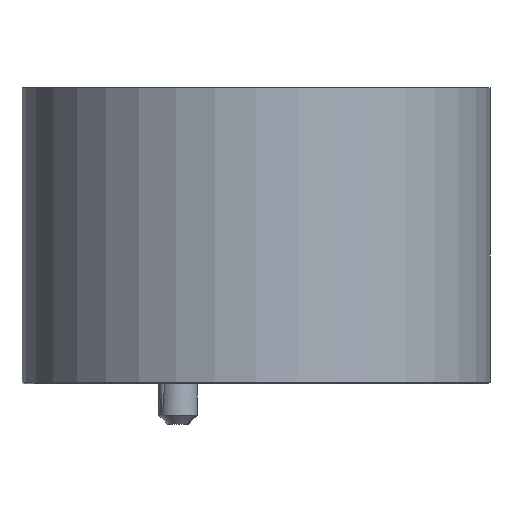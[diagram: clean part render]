
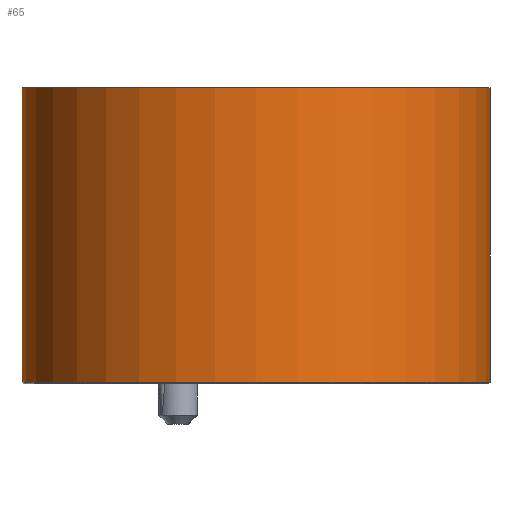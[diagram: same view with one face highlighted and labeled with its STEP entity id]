
A CAD part, front view. The second image highlights one B-rep face of the part: STEP entity #65.
In plain terms, the highlighted cylindrical face has radius 7.5 mm (diameter 15 mm), a full revolution.
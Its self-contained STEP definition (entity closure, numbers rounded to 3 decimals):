
#52=CYLINDRICAL_SURFACE('',#358,7.5);
#65=ADVANCED_FACE('',(#104,#105),#52,.T.);
#104=FACE_BOUND('',#148,.T.);
#105=FACE_BOUND('',#149,.T.);
#148=EDGE_LOOP('',(#199));
#149=EDGE_LOOP('',(#200));
#199=ORIENTED_EDGE('',*,*,#293,.T.);
#200=ORIENTED_EDGE('',*,*,#291,.T.);
#261=VERTEX_POINT('',#520);
#263=VERTEX_POINT('',#525);
#291=EDGE_CURVE('',#261,#261,#323,.T.);
#293=EDGE_CURVE('',#263,#263,#325,.T.);
#323=CIRCLE('',#354,7.5);
#325=CIRCLE('',#357,7.5);
#354=AXIS2_PLACEMENT_3D('',#519,#420,#421);
#357=AXIS2_PLACEMENT_3D('',#524,#426,#427);
#358=AXIS2_PLACEMENT_3D('',#526,#428,#429);
#420=DIRECTION('',(0.,0.,-1.));
#421=DIRECTION('',(-1.,0.,0.));
#426=DIRECTION('',(0.,0.,1.));
#427=DIRECTION('',(1.,0.,0.));
#428=DIRECTION('',(0.,0.,-1.));
#429=DIRECTION('',(-1.,0.,0.));
#519=CARTESIAN_POINT('',(0.,0.,9.5));
#520=CARTESIAN_POINT('',(-7.5,0.,9.5));
#524=CARTESIAN_POINT('',(0.,0.,0.05));
#525=CARTESIAN_POINT('',(7.5,0.,0.05));
#526=CARTESIAN_POINT('',(0.,0.,0.));
